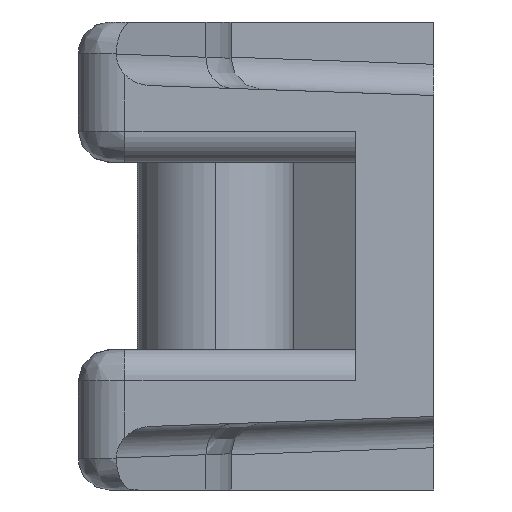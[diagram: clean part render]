
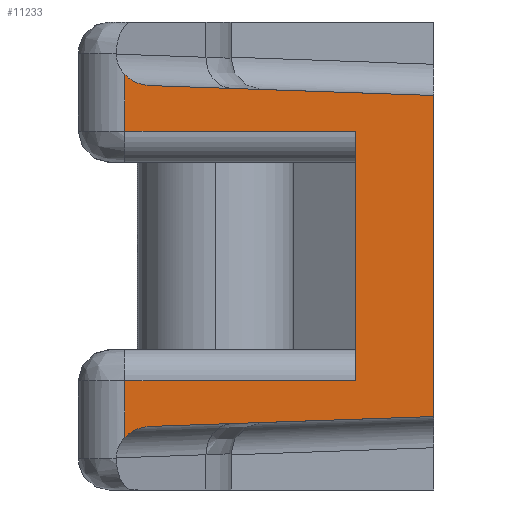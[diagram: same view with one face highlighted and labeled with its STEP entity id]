
A CAD part, left-side view. The second image highlights one B-rep face of the part: STEP entity #11233.
In plain terms, the highlighted planar face has unit normal (-1, 0, 0).
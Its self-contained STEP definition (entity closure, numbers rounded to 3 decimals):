
#2443=DIRECTION('',(0.,0.,1.));
#2444=VECTOR('',#2443,8.);
#2445=CARTESIAN_POINT('',(-23.,2.5,-4.));
#2446=LINE('',#2445,#2444);
#2452=DIRECTION('',(0.,1.,0.));
#2453=VECTOR('',#2452,7.402);
#2454=CARTESIAN_POINT('',(-23.,2.5,4.));
#2455=LINE('',#2454,#2453);
#2456=DIRECTION('',(0.,0.,-1.));
#2457=VECTOR('',#2456,1.807);
#2458=CARTESIAN_POINT('',(-23.,9.902,5.807));
#2459=LINE('',#2458,#2457);
#2460=DIRECTION('',(0.,0.999,0.035));
#2461=VECTOR('',#2460,9.076);
#2462=CARTESIAN_POINT('',(-23.,0.,5.145));
#2463=LINE('',#2462,#2461);
#2464=DIRECTION('',(0.,0.,1.));
#2465=VECTOR('',#2464,10.289);
#2466=CARTESIAN_POINT('',(-23.,0.,-5.145));
#2467=LINE('',#2466,#2465);
#2468=DIRECTION('',(0.,0.999,-0.035));
#2469=VECTOR('',#2468,9.076);
#2470=CARTESIAN_POINT('',(-23.,0.,-5.145));
#2471=LINE('',#2470,#2469);
#2472=DIRECTION('',(0.,0.,1.));
#2473=VECTOR('',#2472,1.807);
#2474=CARTESIAN_POINT('',(-23.,9.902,-5.807));
#2475=LINE('',#2474,#2473);
#2476=DIRECTION('',(0.,1.,0.));
#2477=VECTOR('',#2476,7.402);
#2478=CARTESIAN_POINT('',(-23.,2.5,-4.));
#2479=LINE('',#2478,#2477);
#2562=CARTESIAN_POINT('',(-23.,9.902,5.807));
#2563=CARTESIAN_POINT('',(-23.,9.845,5.75));
#2564=CARTESIAN_POINT('',(-23.,9.723,5.654));
#2565=CARTESIAN_POINT('',(-23.,9.522,5.551));
#2566=CARTESIAN_POINT('',(-23.,9.306,5.484));
#2567=CARTESIAN_POINT('',(-23.,9.151,5.464));
#2568=CARTESIAN_POINT('',(-23.,9.071,5.461));
#2575=CARTESIAN_POINT('',(-23.,9.902,5.807));
#2818=CARTESIAN_POINT('',(-23.,9.902,-5.807));
#2820=CARTESIAN_POINT('',(-23.,9.902,-5.807));
#2821=CARTESIAN_POINT('',(-23.,9.845,-5.75));
#2822=CARTESIAN_POINT('',(-23.,9.723,-5.654));
#2823=CARTESIAN_POINT('',(-23.,9.522,-5.551));
#2824=CARTESIAN_POINT('',(-23.,9.306,-5.484));
#2825=CARTESIAN_POINT('',(-23.,9.151,-5.464));
#2826=CARTESIAN_POINT('',(-23.,9.071,-5.461));
#8510=CARTESIAN_POINT('',(-23.,9.902,4.));
#8511=VERTEX_POINT('',#8510);
#8514=CARTESIAN_POINT('',(-23.,2.5,4.));
#8515=VERTEX_POINT('',#8514);
#8592=CARTESIAN_POINT('',(-23.,9.902,-4.));
#8593=VERTEX_POINT('',#8592);
#8596=CARTESIAN_POINT('',(-23.,2.5,-4.));
#8597=VERTEX_POINT('',#8596);
#8610=CARTESIAN_POINT('',(-23.,0.,-5.145));
#8611=CARTESIAN_POINT('',(-23.,0.,5.145));
#8612=VERTEX_POINT('',#8610);
#8613=VERTEX_POINT('',#8611);
#8711=CARTESIAN_POINT('',(-23.,9.071,5.461));
#8713=VERTEX_POINT('',#8711);
#8724=VERTEX_POINT('',#2575);
#8735=CARTESIAN_POINT('',(-23.,9.071,-5.461));
#8737=VERTEX_POINT('',#8735);
#8748=VERTEX_POINT('',#2818);
#11209=CARTESIAN_POINT('',(-23.,0.,0.));
#11210=DIRECTION('',(1.,0.,0.));
#11211=DIRECTION('',(0.,1.,0.));
#11212=AXIS2_PLACEMENT_3D('',#11209,#11210,#11211);
#11213=PLANE('',#11212);
#11214=ORIENTED_EDGE('',*,*,#11187,.T.);
#11215=ORIENTED_EDGE('',*,*,#11200,.T.);
#11217=ORIENTED_EDGE('',*,*,#11216,.F.);
#11219=ORIENTED_EDGE('',*,*,#11218,.T.);
#11221=ORIENTED_EDGE('',*,*,#11220,.F.);
#11222=ORIENTED_EDGE('',*,*,#10360,.F.);
#11224=ORIENTED_EDGE('',*,*,#11223,.T.);
#11226=ORIENTED_EDGE('',*,*,#11225,.F.);
#11228=ORIENTED_EDGE('',*,*,#11227,.T.);
#11230=ORIENTED_EDGE('',*,*,#11229,.F.);
#11231=EDGE_LOOP('',(#11214,#11215,#11217,#11219,#11221,#11222,#11224,#11226,
#11228,#11230));
#11232=FACE_OUTER_BOUND('',#11231,.F.);
#11233=ADVANCED_FACE('',(#11232),#11213,.F.);
#2569=B_SPLINE_CURVE_WITH_KNOTS('',3,(#2562,#2563,#2564,#2565,#2566,#2567,
#2568),.UNSPECIFIED.,.F.,.F.,(4,1,1,1,4),(0.,0.25,0.5,0.75,1.),
.UNSPECIFIED.);
#2827=B_SPLINE_CURVE_WITH_KNOTS('',3,(#2820,#2821,#2822,#2823,#2824,#2825,
#2826),.UNSPECIFIED.,.F.,.F.,(4,1,1,1,4),(0.,0.25,0.5,0.75,1.),
.UNSPECIFIED.);
#10360=EDGE_CURVE('',#8612,#8613,#2467,.T.);
#11187=EDGE_CURVE('',#8597,#8515,#2446,.T.);
#11200=EDGE_CURVE('',#8515,#8511,#2455,.T.);
#11216=EDGE_CURVE('',#8724,#8511,#2459,.T.);
#11218=EDGE_CURVE('',#8724,#8713,#2569,.T.);
#11220=EDGE_CURVE('',#8613,#8713,#2463,.T.);
#11223=EDGE_CURVE('',#8612,#8737,#2471,.T.);
#11225=EDGE_CURVE('',#8748,#8737,#2827,.T.);
#11227=EDGE_CURVE('',#8748,#8593,#2475,.T.);
#11229=EDGE_CURVE('',#8597,#8593,#2479,.T.);
